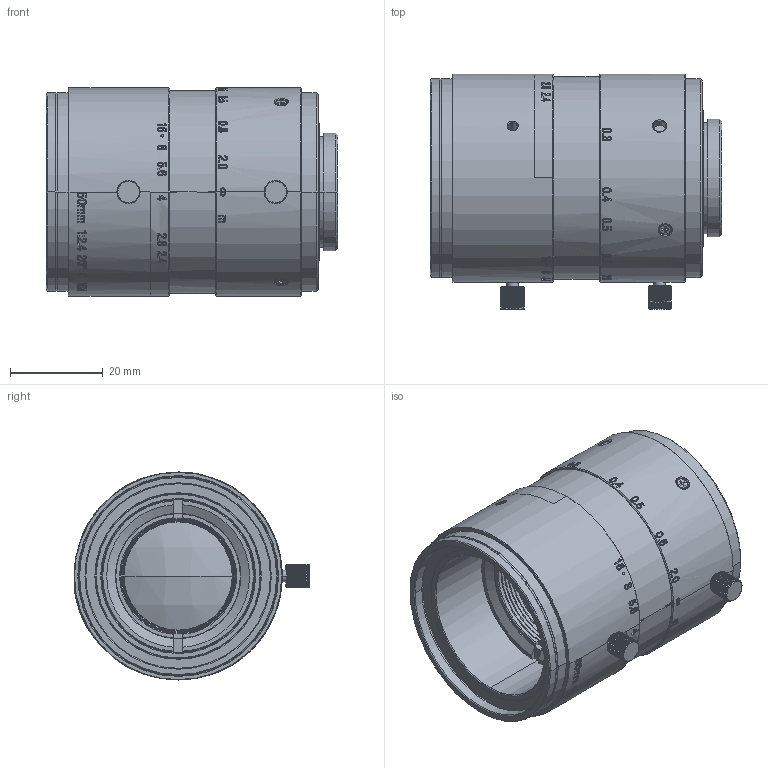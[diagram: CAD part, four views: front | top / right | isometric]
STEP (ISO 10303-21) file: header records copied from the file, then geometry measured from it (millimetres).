
FILE_DESCRIPTION (( 'STEP AP203' ), '1' );
FILE_NAME ('600142.step', '2025-04-14T08:39:11', ( 'MSI' ), ( '' ), 'SwSTEP 2.0', 'SolidWorks 2020', '' );
FILE_SCHEMA (( 'CONFIG_CONTROL_DESIGN' ));
Length unit declared in the file: millimetre
Products named in the file (31): DZ_LA5024A_2310-1-2_ASM_4_ASM_1_ASM.stp; DZ_LA5024A_2310-1-1_ASM_3_ASM_1_ASM.stp; DZ_LA2518A_2310-QQ-1_1_3_1.stp; DZ_LA2518A_2310-QQ-3_2_ASM_1_ASM.stp; __19_8-12-0_8-WZ_ASM_1_ASM_1_ASM.stp; MANIFOLD_SOLID_BREP_2024_1_1.stp; 61A-618-0_1-0_05-0_025-0_01_3_1.stp; DZ_LA5024A_2310-2_ASM_4_ASM_1_ASM.stp; DZ_LA5024A_2310-1_ASM_1_ASM_1_ASM.stp; DZ_LA5024A_2310-4_ASM_1_ASM_1_ASM.stp; V330061A-601_2_1.stp; DZ_LA5024A_2310-3_ASM_1_ASM_1_ASM.stp; V330061A-610_9_1.stp; DZ_LA5024A_2310_ASM_32_ASM_1_ASM.stp; 600142.stp; MANIFOLD_SOLID_BREP_1985_1_1.stp; 41A-617-0_1-0_05-0_025-0_01_1_1.stp; MANIFOLD_SOLID_BREP_223_1_1.stp; DZ_LA2518A_2310-QQ-1_1_ASM_1_ASM.stp; V330061A-604_9_1.stp; DZ_LA2518A_2310-QQ-3_2_1_1.stp; M1_4X3_1_1.stp; 600142; I741411C-615_1_1.stp; V330061A-607_4_1.stp; V330061A-611_7_1.stp; V330061A-609_11_1.stp; V330061A-603_6_1.stp; V330061B-606.stp; V330061A-612_7_1.stp; DZ_LA5024A_2310_ASM_ASM_1_ASM.stp
Assembly tree (35 placements, depth 8):
  600142
    600142.stp
      DZ_LA5024A_2310_ASM_ASM_1_ASM.stp
        DZ_LA5024A_2310_ASM_32_ASM_1_ASM.stp
          DZ_LA5024A_2310-2_ASM_4_ASM_1_ASM.stp
            DZ_LA2518A_2310-QQ-3_2_ASM_1_ASM.stp
              DZ_LA2518A_2310-QQ-3_2_1_1.stp
            V330061A-603_6_1.stp
          DZ_LA5024A_2310-1_ASM_1_ASM_1_ASM.stp
            DZ_LA5024A_2310-1-1_ASM_3_ASM_1_ASM.stp
              DZ_LA2518A_2310-QQ-1_1_ASM_1_ASM.stp
                DZ_LA2518A_2310-QQ-1_1_3_1.stp
              V330061A-601_2_1.stp
              V330061A-612_7_1.stp
            DZ_LA5024A_2310-1-2_ASM_4_ASM_1_ASM.stp
              __19_8-12-0_8-WZ_ASM_1_ASM_1_ASM.stp
                MANIFOLD_SOLID_BREP_223_1_1.stp
          DZ_LA5024A_2310-3_ASM_1_ASM_1_ASM.stp
            I741411C-615_1_1.stp
            MANIFOLD_SOLID_BREP_1985_1_1.stp
          DZ_LA5024A_2310-4_ASM_1_ASM_1_ASM.stp
            V330061A-609_11_1.stp
            M1_4X3_1_1.stp  x3
            MANIFOLD_SOLID_BREP_1985_1_1.stp
          V330061A-610_9_1.stp
          V330061A-604_9_1.stp
          V330061A-607_4_1.stp
          V330061A-611_7_1.stp
          MANIFOLD_SOLID_BREP_2024_1_1.stp  x3
          41A-617-0_1-0_05-0_025-0_01_1_1.stp
          61A-618-0_1-0_05-0_025-0_01_3_1.stp
      V330061B-606.stp
Bounding box: 63.03 x 51 x 45 mm (x, y, z)
Volume: 43660.7 mm3; surface area: 48292.6 mm2
Topology: 23 solids, 23 shells, 2627 faces, 6861 edges, 4448 vertices
Faces by surface type: bspline 872, plane 743, cylinder 612, cone 344, torus 48, sphere 8
Entity records: 114021 total; most frequent: CARTESIAN_POINT 59268, ORIENTED_EDGE 12098, DIRECTION 8196, EDGE_CURVE 6049, VERTEX_POINT 3926, AXIS2_PLACEMENT_3D 2976, EDGE_LOOP 2563, B_SPLINE_CURVE_WITH_KNOTS 2331
